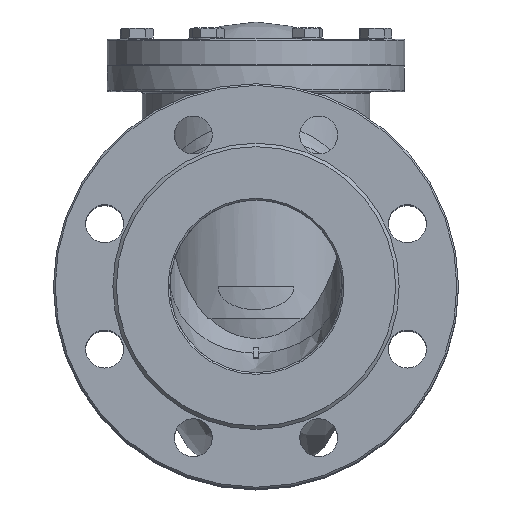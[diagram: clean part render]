
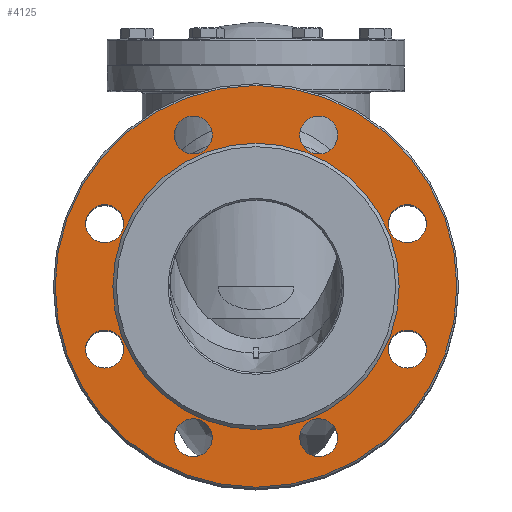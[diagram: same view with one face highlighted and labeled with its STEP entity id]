
A CAD part, top view. The second image highlights one B-rep face of the part: STEP entity #4125.
In plain terms, the highlighted planar face has unit normal (0, 0, 1).
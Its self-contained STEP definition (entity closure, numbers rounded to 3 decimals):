
#218=FACE_BOUND('',#1377,.T.);
#219=FACE_BOUND('',#1378,.T.);
#220=FACE_BOUND('',#1379,.T.);
#221=FACE_BOUND('',#1380,.T.);
#222=FACE_BOUND('',#1381,.T.);
#223=FACE_BOUND('',#1382,.T.);
#224=FACE_BOUND('',#1383,.T.);
#225=FACE_BOUND('',#1384,.T.);
#226=FACE_BOUND('',#1385,.T.);
#783=CIRCLE('',#4526,11.);
#784=CIRCLE('',#4528,11.);
#785=CIRCLE('',#4530,11.);
#786=CIRCLE('',#4532,11.);
#787=CIRCLE('',#4534,11.);
#788=CIRCLE('',#4536,11.);
#789=CIRCLE('',#4538,11.);
#790=CIRCLE('',#4540,11.);
#791=CIRCLE('',#4542,83.);
#795=CIRCLE('',#4551,116.5);
#1077=FACE_OUTER_BOUND('',#1376,.T.);
#1376=EDGE_LOOP('',(#3455));
#1377=EDGE_LOOP('',(#3456));
#1378=EDGE_LOOP('',(#3457));
#1379=EDGE_LOOP('',(#3458));
#1380=EDGE_LOOP('',(#3459));
#1381=EDGE_LOOP('',(#3460));
#1382=EDGE_LOOP('',(#3461));
#1383=EDGE_LOOP('',(#3462));
#1384=EDGE_LOOP('',(#3463));
#1385=EDGE_LOOP('',(#3464));
#1893=VERTEX_POINT('',#10212);
#1894=VERTEX_POINT('',#10216);
#1895=VERTEX_POINT('',#10220);
#1896=VERTEX_POINT('',#10224);
#1897=VERTEX_POINT('',#10228);
#1898=VERTEX_POINT('',#10232);
#1899=VERTEX_POINT('',#10236);
#1900=VERTEX_POINT('',#10240);
#1901=VERTEX_POINT('',#10244);
#1905=VERTEX_POINT('',#10260);
#2416=EDGE_CURVE('',#1893,#1893,#783,.T.);
#2418=EDGE_CURVE('',#1894,#1894,#784,.T.);
#2420=EDGE_CURVE('',#1895,#1895,#785,.T.);
#2422=EDGE_CURVE('',#1896,#1896,#786,.T.);
#2424=EDGE_CURVE('',#1897,#1897,#787,.T.);
#2426=EDGE_CURVE('',#1898,#1898,#788,.T.);
#2428=EDGE_CURVE('',#1899,#1899,#789,.T.);
#2430=EDGE_CURVE('',#1900,#1900,#790,.T.);
#2432=EDGE_CURVE('',#1901,#1901,#791,.T.);
#2440=EDGE_CURVE('',#1905,#1905,#795,.T.);
#3455=ORIENTED_EDGE('',*,*,#2440,.F.);
#3456=ORIENTED_EDGE('',*,*,#2432,.F.);
#3457=ORIENTED_EDGE('',*,*,#2416,.T.);
#3458=ORIENTED_EDGE('',*,*,#2418,.T.);
#3459=ORIENTED_EDGE('',*,*,#2420,.T.);
#3460=ORIENTED_EDGE('',*,*,#2422,.T.);
#3461=ORIENTED_EDGE('',*,*,#2424,.T.);
#3462=ORIENTED_EDGE('',*,*,#2426,.T.);
#3463=ORIENTED_EDGE('',*,*,#2428,.T.);
#3464=ORIENTED_EDGE('',*,*,#2430,.T.);
#3718=PLANE('',#4550);
#4125=ADVANCED_FACE('',(#1077,#218,#219,#220,#221,#222,#223,#224,#225,#226),
#3718,.T.);
#4526=AXIS2_PLACEMENT_3D('',#10213,#5411,#5412);
#4528=AXIS2_PLACEMENT_3D('',#10217,#5416,#5417);
#4530=AXIS2_PLACEMENT_3D('',#10221,#5421,#5422);
#4532=AXIS2_PLACEMENT_3D('',#10225,#5426,#5427);
#4534=AXIS2_PLACEMENT_3D('',#10229,#5431,#5432);
#4536=AXIS2_PLACEMENT_3D('',#10233,#5436,#5437);
#4538=AXIS2_PLACEMENT_3D('',#10237,#5441,#5442);
#4540=AXIS2_PLACEMENT_3D('',#10241,#5446,#5447);
#4542=AXIS2_PLACEMENT_3D('',#10245,#5451,#5452);
#4550=AXIS2_PLACEMENT_3D('',#10259,#5470,#5471);
#4551=AXIS2_PLACEMENT_3D('',#10261,#5472,#5473);
#5411=DIRECTION('center_axis',(0.,0.,-1.));
#5412=DIRECTION('ref_axis',(-1.,0.,0.));
#5416=DIRECTION('center_axis',(0.,0.,-1.));
#5417=DIRECTION('ref_axis',(-1.,0.,0.));
#5421=DIRECTION('center_axis',(0.,0.,-1.));
#5422=DIRECTION('ref_axis',(-1.,0.,0.));
#5426=DIRECTION('center_axis',(0.,0.,-1.));
#5427=DIRECTION('ref_axis',(-1.,0.,0.));
#5431=DIRECTION('center_axis',(0.,0.,-1.));
#5432=DIRECTION('ref_axis',(-1.,0.,0.));
#5436=DIRECTION('center_axis',(0.,0.,-1.));
#5437=DIRECTION('ref_axis',(-1.,0.,0.));
#5441=DIRECTION('center_axis',(0.,0.,-1.));
#5442=DIRECTION('ref_axis',(-1.,0.,0.));
#5446=DIRECTION('center_axis',(0.,0.,-1.));
#5447=DIRECTION('ref_axis',(-1.,0.,0.));
#5451=DIRECTION('center_axis',(0.,0.,1.));
#5452=DIRECTION('ref_axis',(-1.,0.,0.));
#5470=DIRECTION('center_axis',(0.,0.,1.));
#5471=DIRECTION('ref_axis',(1.,0.,0.));
#5472=DIRECTION('center_axis',(0.,0.,-1.));
#5473=DIRECTION('ref_axis',(-1.,0.,0.));
#10212=CARTESIAN_POINT('',(98.769,-36.355,25.));
#10213=CARTESIAN_POINT('Origin',(87.769,-36.355,25.));
#10216=CARTESIAN_POINT('',(98.769,36.355,25.));
#10217=CARTESIAN_POINT('Origin',(87.769,36.355,25.));
#10220=CARTESIAN_POINT('',(47.355,87.769,25.));
#10221=CARTESIAN_POINT('Origin',(36.355,87.769,25.));
#10224=CARTESIAN_POINT('',(-25.355,87.769,25.));
#10225=CARTESIAN_POINT('Origin',(-36.355,87.769,25.));
#10228=CARTESIAN_POINT('',(-76.769,36.355,25.));
#10229=CARTESIAN_POINT('Origin',(-87.769,36.355,25.));
#10232=CARTESIAN_POINT('',(-76.769,-36.355,25.));
#10233=CARTESIAN_POINT('Origin',(-87.769,-36.355,25.));
#10236=CARTESIAN_POINT('',(-25.355,-87.769,25.));
#10237=CARTESIAN_POINT('Origin',(-36.355,-87.769,25.));
#10240=CARTESIAN_POINT('',(47.355,-87.769,25.));
#10241=CARTESIAN_POINT('Origin',(36.355,-87.769,25.));
#10244=CARTESIAN_POINT('',(83.,0.,25.));
#10245=CARTESIAN_POINT('Origin',(0.,0.,25.));
#10259=CARTESIAN_POINT('Origin',(0.,0.,25.));
#10260=CARTESIAN_POINT('',(116.5,0.,25.));
#10261=CARTESIAN_POINT('Origin',(0.,0.,25.));
